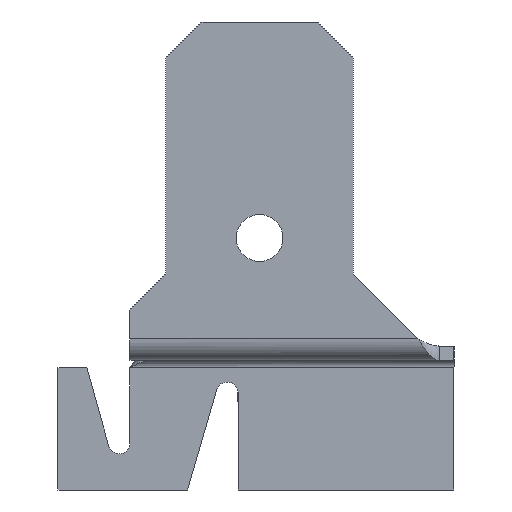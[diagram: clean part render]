
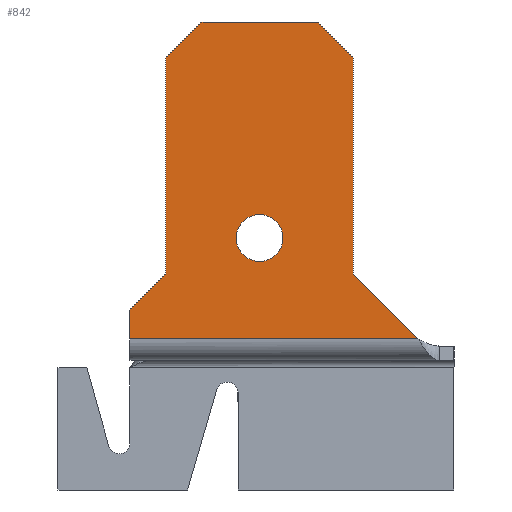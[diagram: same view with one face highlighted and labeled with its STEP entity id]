
A CAD part, left-side view. The second image highlights one B-rep face of the part: STEP entity #842.
In plain terms, the highlighted planar face has unit normal (-1, 0, 0).
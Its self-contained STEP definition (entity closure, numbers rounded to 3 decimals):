
#14=FACE_BOUND('',#93,.T.);
#48=FACE_OUTER_BOUND('',#92,.T.);
#92=EDGE_LOOP('',(#611,#612,#613,#614,#615,#616,#617,#618,#619));
#93=EDGE_LOOP('',(#620));
#147=LINE('',#1458,#247);
#164=LINE('',#1493,#264);
#165=LINE('',#1495,#265);
#166=LINE('',#1497,#266);
#167=LINE('',#1499,#267);
#168=LINE('',#1501,#268);
#169=LINE('',#1503,#269);
#170=LINE('',#1505,#270);
#171=LINE('',#1506,#271);
#247=VECTOR('',#994,10.);
#264=VECTOR('',#1033,10.);
#265=VECTOR('',#1034,10.);
#266=VECTOR('',#1035,10.);
#267=VECTOR('',#1036,10.);
#268=VECTOR('',#1037,10.);
#269=VECTOR('',#1038,10.);
#270=VECTOR('',#1039,10.);
#271=VECTOR('',#1040,10.);
#323=CIRCLE('',#912,3.25);
#349=VERTEX_POINT('',#1320);
#353=VERTEX_POINT('',#1413);
#363=VERTEX_POINT('',#1492);
#364=VERTEX_POINT('',#1494);
#365=VERTEX_POINT('',#1496);
#366=VERTEX_POINT('',#1498);
#367=VERTEX_POINT('',#1500);
#368=VERTEX_POINT('',#1502);
#369=VERTEX_POINT('',#1504);
#370=VERTEX_POINT('',#1507);
#437=EDGE_CURVE('',#349,#353,#147,.T.);
#454=EDGE_CURVE('',#363,#353,#164,.T.);
#455=EDGE_CURVE('',#364,#363,#165,.T.);
#456=EDGE_CURVE('',#365,#364,#166,.T.);
#457=EDGE_CURVE('',#366,#365,#167,.T.);
#458=EDGE_CURVE('',#367,#366,#168,.T.);
#459=EDGE_CURVE('',#368,#367,#169,.T.);
#460=EDGE_CURVE('',#369,#368,#170,.T.);
#461=EDGE_CURVE('',#349,#369,#171,.T.);
#462=EDGE_CURVE('',#370,#370,#323,.T.);
#611=ORIENTED_EDGE('',*,*,#437,.T.);
#612=ORIENTED_EDGE('',*,*,#454,.F.);
#613=ORIENTED_EDGE('',*,*,#455,.F.);
#614=ORIENTED_EDGE('',*,*,#456,.F.);
#615=ORIENTED_EDGE('',*,*,#457,.F.);
#616=ORIENTED_EDGE('',*,*,#458,.F.);
#617=ORIENTED_EDGE('',*,*,#459,.F.);
#618=ORIENTED_EDGE('',*,*,#460,.F.);
#619=ORIENTED_EDGE('',*,*,#461,.F.);
#620=ORIENTED_EDGE('',*,*,#462,.T.);
#756=PLANE('',#911);
#842=ADVANCED_FACE('',(#48,#14),#756,.F.);
#911=AXIS2_PLACEMENT_3D('',#1491,#1031,#1032);
#912=AXIS2_PLACEMENT_3D('',#1508,#1041,#1042);
#994=DIRECTION('',(0.,-1.,0.));
#1031=DIRECTION('center_axis',(1.,0.,0.));
#1032=DIRECTION('ref_axis',(0.,0.,
-1.));
#1033=DIRECTION('',(0.,-0.707,-0.707));
#1034=DIRECTION('',(0.,0.,-1.));
#1035=DIRECTION('',(0.,-0.707,-0.707));
#1036=DIRECTION('',(0.,-1.,0.));
#1037=DIRECTION('',(0.,-0.707,0.707));
#1038=DIRECTION('',(0.,0.,1.));
#1039=DIRECTION('',(0.,-0.707,0.707));
#1040=DIRECTION('',(0.,0.,1.));
#1041=DIRECTION('center_axis',(1.,0.,0.));
#1042=DIRECTION('ref_axis',(0.,0.,1.));
#1320=CARTESIAN_POINT('',(13.953,18.,1.));
#1413=CARTESIAN_POINT('',(13.953,-22.,1.));
#1458=CARTESIAN_POINT('',(13.953,9.35,1.));
#1491=CARTESIAN_POINT('Origin',(13.953,0.7,-9.542));
#1492=CARTESIAN_POINT('',(13.953,-13.,10.));
#1493=CARTESIAN_POINT('',(13.953,-13.,10.));
#1494=CARTESIAN_POINT('',(13.953,-13.,40.));
#1495=CARTESIAN_POINT('',(13.953,-13.,40.));
#1496=CARTESIAN_POINT('',(13.953,-8.,45.));
#1497=CARTESIAN_POINT('',(13.953,-8.,45.));
#1498=CARTESIAN_POINT('',(13.953,8.,45.));
#1499=CARTESIAN_POINT('',(13.953,8.,45.));
#1500=CARTESIAN_POINT('',(13.953,13.,40.));
#1501=CARTESIAN_POINT('',(13.953,13.,40.));
#1502=CARTESIAN_POINT('',(13.953,13.,10.));
#1503=CARTESIAN_POINT('',(13.953,13.,10.));
#1504=CARTESIAN_POINT('',(13.953,18.,5.));
#1505=CARTESIAN_POINT('',(13.953,18.,5.));
#1506=CARTESIAN_POINT('',(13.953,18.,-9.953));
#1507=CARTESIAN_POINT('',(13.953,0.,11.75));
#1508=CARTESIAN_POINT('Origin',(13.953,0.,15.));
